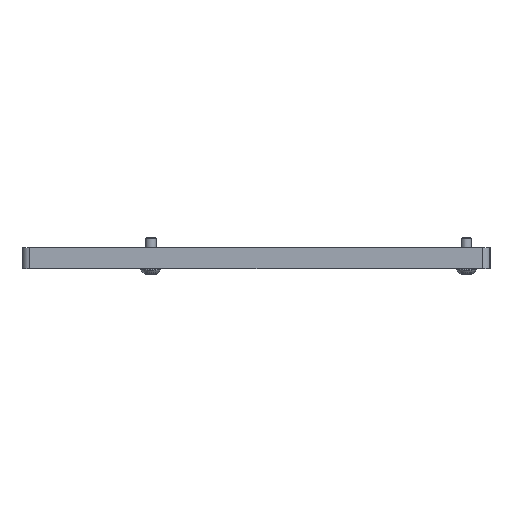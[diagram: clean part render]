
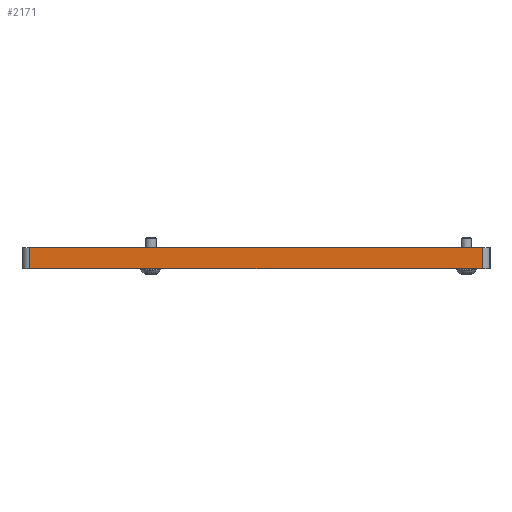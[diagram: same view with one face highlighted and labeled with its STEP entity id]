
A CAD part, left-side view. The second image highlights one B-rep face of the part: STEP entity #2171.
In plain terms, the highlighted planar face has unit normal (-1, 0, 0).
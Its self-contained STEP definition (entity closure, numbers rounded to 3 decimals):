
#23 = AXIS2_PLACEMENT_3D ( 'NONE', #257, #2667, #2100 ) ;
#180 = EDGE_LOOP ( 'NONE', ( #2785, #1027, #1845, #1662 ) ) ;
#249 = EDGE_CURVE ( 'NONE', #1527, #1489, #2052, .T. ) ;
#257 = CARTESIAN_POINT ( 'NONE',  ( -350., -134.3, 8. ) ) ;
#410 = CARTESIAN_POINT ( 'NONE',  ( -350., -134.3, 0. ) ) ;
#435 = VERTEX_POINT ( 'NONE', #2413 ) ;
#447 = VECTOR ( 'NONE', #2588, 1000. ) ;
#457 = VECTOR ( 'NONE', #2890, 1000. ) ;
#772 = PLANE ( 'NONE',  #23 ) ;
#894 = VECTOR ( 'NONE', #3212, 1000. ) ;
#990 = CARTESIAN_POINT ( 'NONE',  ( -350., -134.3, 8. ) ) ;
#1027 = ORIENTED_EDGE ( 'NONE', *, *, #249, .F. ) ;
#1194 = EDGE_CURVE ( 'NONE', #435, #1504, #1804, .T. ) ;
#1413 = DIRECTION ( 'NONE',  ( 0., -1., 0. ) ) ;
#1489 = VERTEX_POINT ( 'NONE', #410 ) ;
#1504 = VERTEX_POINT ( 'NONE', #3360 ) ;
#1527 = VERTEX_POINT ( 'NONE', #2038 ) ;
#1624 = CARTESIAN_POINT ( 'NONE',  ( -350., -134.3, 0. ) ) ;
#1662 = ORIENTED_EDGE ( 'NONE', *, *, #1194, .T. ) ;
#1722 = EDGE_CURVE ( 'NONE', #1504, #1489, #1905, .T. ) ;
#1804 = LINE ( 'NONE', #2947, #894 ) ;
#1845 = ORIENTED_EDGE ( 'NONE', *, *, #2864, .F. ) ;
#1905 = LINE ( 'NONE', #1624, #3354 ) ;
#2038 = CARTESIAN_POINT ( 'NONE',  ( -350., -134.3, 8. ) ) ;
#2052 = LINE ( 'NONE', #3412, #447 ) ;
#2100 = DIRECTION ( 'NONE',  ( 0., 0., -1. ) ) ;
#2171 = ADVANCED_FACE ( 'NONE', ( #3160 ), #772, .F. ) ;
#2413 = CARTESIAN_POINT ( 'NONE',  ( -350., 37.7, 8. ) ) ;
#2588 = DIRECTION ( 'NONE',  ( 0., 0., -1. ) ) ;
#2667 = DIRECTION ( 'NONE',  ( 1., 0., 0. ) ) ;
#2772 = LINE ( 'NONE', #990, #457 ) ;
#2785 = ORIENTED_EDGE ( 'NONE', *, *, #1722, .T. ) ;
#2864 = EDGE_CURVE ( 'NONE', #435, #1527, #2772, .T. ) ;
#2890 = DIRECTION ( 'NONE',  ( 0., -1., 0. ) ) ;
#2947 = CARTESIAN_POINT ( 'NONE',  ( -350., 37.7, 8. ) ) ;
#3160 = FACE_OUTER_BOUND ( 'NONE', #180, .T. ) ;
#3212 = DIRECTION ( 'NONE',  ( 0., 0., -1. ) ) ;
#3354 = VECTOR ( 'NONE', #1413, 1000. ) ;
#3360 = CARTESIAN_POINT ( 'NONE',  ( -350., 37.7, 0. ) ) ;
#3412 = CARTESIAN_POINT ( 'NONE',  ( -350., -134.3, 8. ) ) ;
